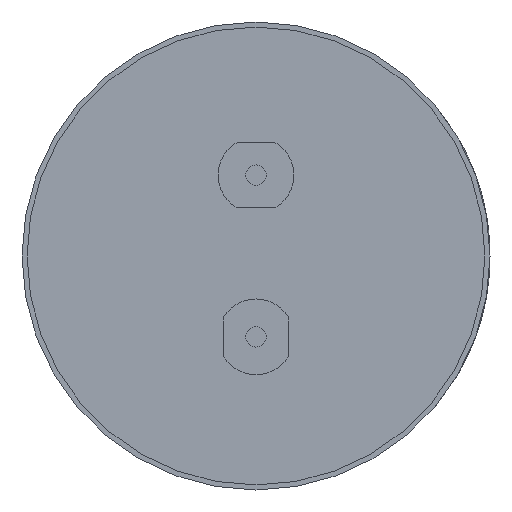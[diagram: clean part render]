
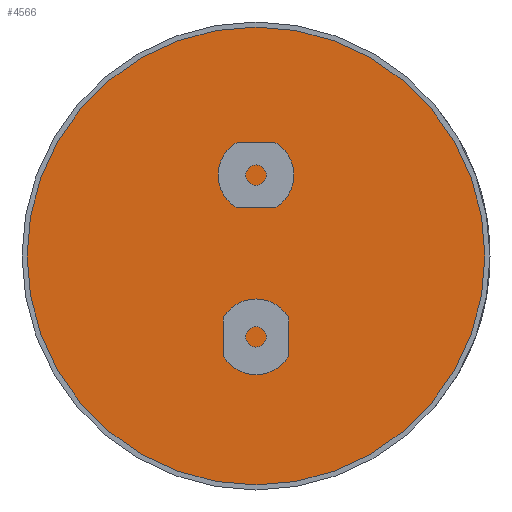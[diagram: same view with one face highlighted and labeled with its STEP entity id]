
A CAD part, front view. The second image highlights one B-rep face of the part: STEP entity #4566.
In plain terms, the highlighted planar face has unit normal (0, -1, 0).
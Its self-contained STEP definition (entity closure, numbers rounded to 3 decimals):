
#38 = CIRCLE ( 'NONE', #2903, 45.3 ) ;
#615 = CARTESIAN_POINT ( 'NONE',  ( 0., 3.2, 0. ) ) ;
#750 = DIRECTION ( 'NONE',  ( 0., 0., -1. ) ) ;
#752 = CARTESIAN_POINT ( 'NONE',  ( 0., 3.2, 45.3 ) ) ;
#1131 = DIRECTION ( 'NONE',  ( 0., -1., 0. ) ) ;
#1240 = EDGE_CURVE ( 'NONE', #4212, #3273, #38, .T. ) ;
#1384 = DIRECTION ( 'NONE',  ( 0., -1., 0. ) ) ;
#1418 = PLANE ( 'NONE',  #4406 ) ;
#1590 = CIRCLE ( 'NONE', #3155, 45.3 ) ;
#2282 = FACE_OUTER_BOUND ( 'NONE', #4101, .T. ) ;
#2320 = ORIENTED_EDGE ( 'NONE', *, *, #1240, .T. ) ;
#2612 = DIRECTION ( 'NONE',  ( 0., 0., -1. ) ) ;
#2903 = AXIS2_PLACEMENT_3D ( 'NONE', #615, #1384, #4747 ) ;
#3028 = CARTESIAN_POINT ( 'NONE',  ( 0., 3.2, 0. ) ) ;
#3155 = AXIS2_PLACEMENT_3D ( 'NONE', #3638, #1131, #750 ) ;
#3273 = VERTEX_POINT ( 'NONE', #5036 ) ;
#3638 = CARTESIAN_POINT ( 'NONE',  ( 0., 3.2, 0. ) ) ;
#3947 = EDGE_CURVE ( 'NONE', #3273, #4212, #1590, .T. ) ;
#4101 = EDGE_LOOP ( 'NONE', ( #4719, #2320 ) ) ;
#4212 = VERTEX_POINT ( 'NONE', #752 ) ;
#4406 = AXIS2_PLACEMENT_3D ( 'NONE', #3028, #5052, #2612 ) ;
#4566 = ADVANCED_FACE ( 'NONE', ( #2282 ), #1418, .T. ) ;
#4719 = ORIENTED_EDGE ( 'NONE', *, *, #3947, .T. ) ;
#4747 = DIRECTION ( 'NONE',  ( 0., 0., -1. ) ) ;
#5036 = CARTESIAN_POINT ( 'NONE',  ( 0., 3.2, -45.3 ) ) ;
#5052 = DIRECTION ( 'NONE',  ( 0., -1., 0. ) ) ;
